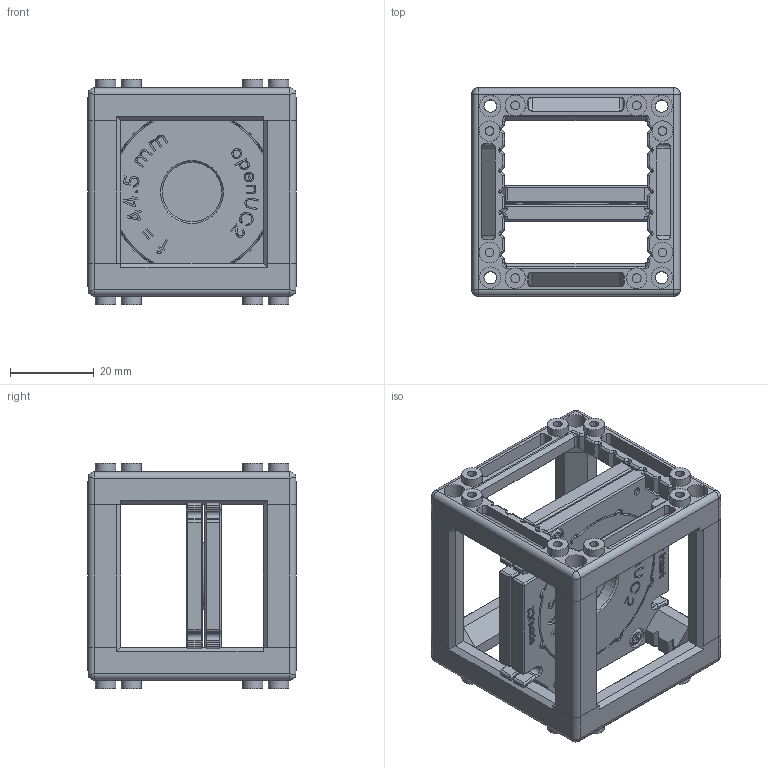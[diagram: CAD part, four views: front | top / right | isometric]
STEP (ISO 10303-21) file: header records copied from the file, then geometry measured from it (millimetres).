
FILE_DESCRIPTION(/* description */ ('Cube with lens f = 44.5 mm'),/* implementation_level */ '2;1');
FILE_NAME(/* name */ 'ASS - 2030 - CUBLEND16F44.5 - V04 - A.stp',/* time_stamp */ '2026-03-14T08:57:33+01:00',/* author */ ('benir'),/* organization */ (''),/* preprocessor_version */ 'ST-DEVELOPER v20',/* originating_system */ 'Autodesk Inventor 2025',/* authorisation */ '');
FILE_SCHEMA (('AUTOMOTIVE_DESIGN { 1 0 10303 214 3 1 1 }'));
Products named in the file (8): ASS - 2030 - CUBLEND16F44.5 - V04 - A; PRT - 1003 - CUBHLF111 - V04; SUB - 0034 - MASINSLEND16F44.5 - A - virt ass; PRT - 2100 - MASINS - V04 - B; BUY - Lens - f44.5 D16 sI2.32 R23 pl-cx; PRT - 2123 - MASLCK - V04 - B; PRT - 2129 - MASINSLEND16F44.5 - A; STD - TP lens head screw with TORX - 2.5 x 6 - St - A2K
Assembly tree (12 placements, depth 3):
  ASS - 2030 - CUBLEND16F44.5 - V04 - A
    PRT - 1003 - CUBHLF111 - V04  x2
    SUB - 0034 - MASINSLEND16F44.5 - A - virt ass
      PRT - 2100 - MASINS - V04 - B
      BUY - Lens - f44.5 D16 sI2.32 R23 pl-cx
      PRT - 2123 - MASLCK - V04 - B
      PRT - 2129 - MASINSLEND16F44.5 - A  x2
      STD - TP lens head screw with TORX - 2.5 x 6 - St - A2K  x4
Bounding box: 49.8 x 49.8 x 53.8 mm (x, y, z)
Volume: 37149.3 mm3; surface area: 32039.7 mm2
Topology: 11 solids, 11 shells, 3251 faces, 8353 edges, 5261 vertices
Faces by surface type: plane 1239, bspline 1098, cylinder 517, cone 284, torus 88, sphere 25
Full cylindrical faces by diameter (mm): 1.72 x12, 1.9 x4, 2.1 x16, 2.8 x4, 3 x8, 4.4 x4, 4.9 x16, 5 x4, 5.1 x8, 14.2 x2, 16 x1, 16.2 x2
Entity records: 84726 total; most frequent: CARTESIAN_POINT 30966, ORIENTED_EDGE 12160, DIRECTION 8461, EDGE_CURVE 6080, VERTEX_POINT 3815, LINE 3313, VECTOR 3313, AXIS2_PLACEMENT_3D 2574
